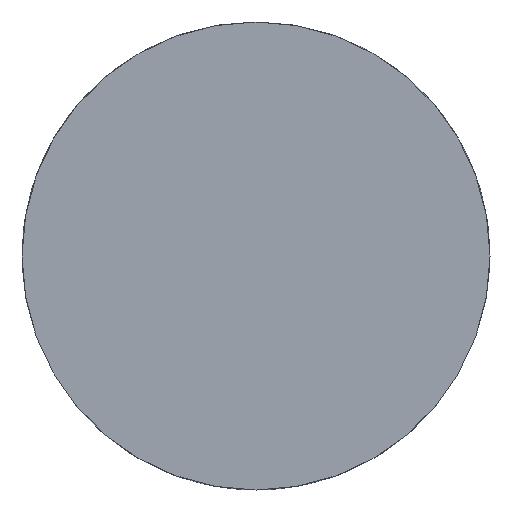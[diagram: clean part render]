
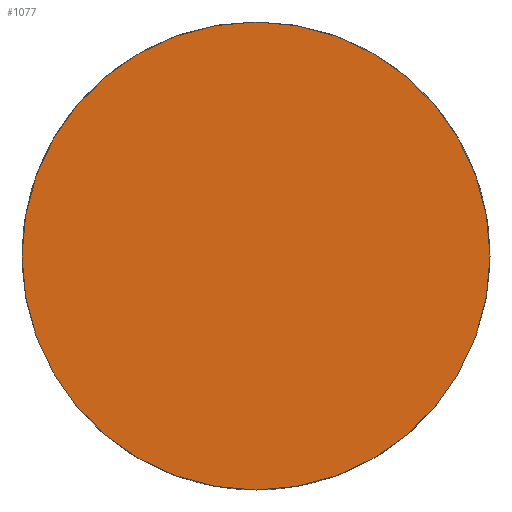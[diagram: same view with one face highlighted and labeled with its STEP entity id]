
A CAD part, front view. The second image highlights one B-rep face of the part: STEP entity #1077.
In plain terms, the highlighted planar face has unit normal (0, -1, 0).
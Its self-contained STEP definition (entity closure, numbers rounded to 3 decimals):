
#22 = DIRECTION ( 'NONE',  ( 0., -1., 0. ) ) ;
#86 = CARTESIAN_POINT ( 'NONE',  ( 0., -5., 0. ) ) ;
#96 = EDGE_CURVE ( 'NONE', #740, #1246, #193, .T. ) ;
#133 = CIRCLE ( 'NONE', #263, 22.25 ) ;
#145 = EDGE_LOOP ( 'NONE', ( #1017, #1153 ) ) ;
#187 = DIRECTION ( 'NONE',  ( 0., 0., -1. ) ) ;
#193 = CIRCLE ( 'NONE', #874, 22.25 ) ;
#225 = DIRECTION ( 'NONE',  ( 0., 0., -1. ) ) ;
#263 = AXIS2_PLACEMENT_3D ( 'NONE', #342, #749, #225 ) ;
#297 = DIRECTION ( 'NONE',  ( 0., -1., 0. ) ) ;
#317 = CARTESIAN_POINT ( 'NONE',  ( 0., -5., 0. ) ) ;
#342 = CARTESIAN_POINT ( 'NONE',  ( 0., -5., 0. ) ) ;
#411 = CARTESIAN_POINT ( 'NONE',  ( 0., -5., 22.25 ) ) ;
#528 = DIRECTION ( 'NONE',  ( 0., 0., -1. ) ) ;
#710 = AXIS2_PLACEMENT_3D ( 'NONE', #317, #22, #528 ) ;
#740 = VERTEX_POINT ( 'NONE', #843 ) ;
#749 = DIRECTION ( 'NONE',  ( 0., -1., 0. ) ) ;
#823 = FACE_OUTER_BOUND ( 'NONE', #145, .T. ) ;
#843 = CARTESIAN_POINT ( 'NONE',  ( 0., -5., -22.25 ) ) ;
#874 = AXIS2_PLACEMENT_3D ( 'NONE', #86, #297, #187 ) ;
#1017 = ORIENTED_EDGE ( 'NONE', *, *, #96, .T. ) ;
#1077 = ADVANCED_FACE ( 'NONE', ( #823 ), #1213, .T. ) ;
#1098 = EDGE_CURVE ( 'NONE', #1246, #740, #133, .T. ) ;
#1153 = ORIENTED_EDGE ( 'NONE', *, *, #1098, .T. ) ;
#1213 = PLANE ( 'NONE',  #710 ) ;
#1246 = VERTEX_POINT ( 'NONE', #411 ) ;
